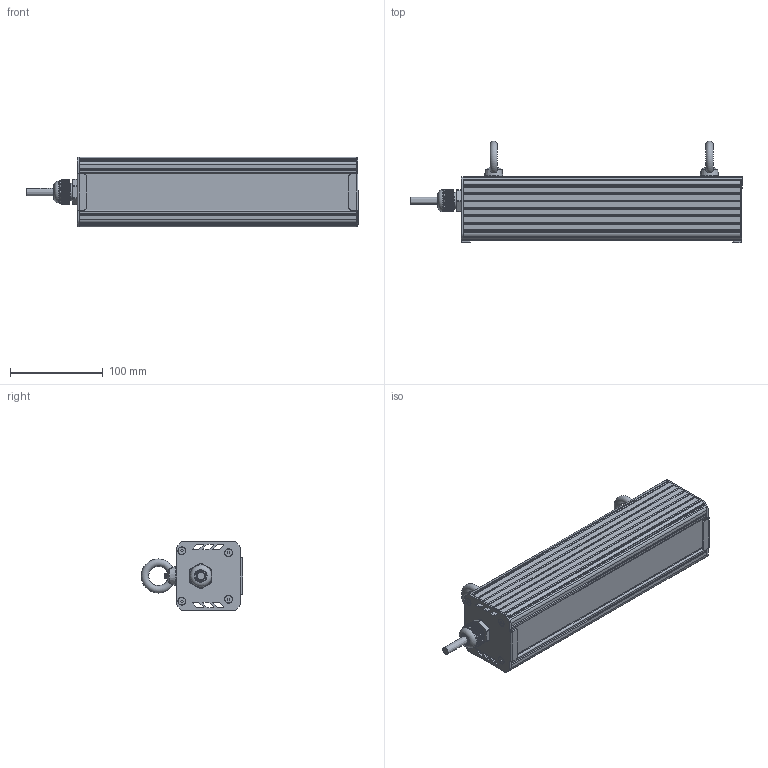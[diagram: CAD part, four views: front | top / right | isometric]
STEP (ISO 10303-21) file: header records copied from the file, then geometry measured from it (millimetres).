
FILE_DESCRIPTION(('STEP AP203'), '1');
FILE_NAME('001.0065.02.100 ÃÑÏ Ôàâîðèò-10', '2023-06-30T07:57:04', ('Ëóêîíèí Å Ï'), ('ÎÊÁ Ñâîé Ñòèëü'), 'C3D Converter', 'C3D Toolkit', '');
FILE_SCHEMA(('CONFIG_CONTROL_DESIGN'));
Length unit declared in the file: millimetre
Products named in the file (24): 001.0065.02.100 СБ; 001.0065.02.000
Assembly tree (55 placements, depth 4):
  001.0065.02.100 СБ
    (unnamed)
      (unnamed)
      (unnamed)
      (unnamed)
      (unnamed)  x4
      (unnamed)  x4
      (unnamed)
      (unnamed)
      (unnamed)
      (unnamed)
        (unnamed)
      (unnamed)
        (unnamed)  x4
        (unnamed)
        (unnamed)
        (unnamed)
        (unnamed)
        (unnamed)
        (unnamed)  x12
        (unnamed)  x12
    001.0065.02.000  x2
      (unnamed)
      (unnamed)
Bounding box: 357 x 109.18 x 75.05 mm (x, y, z)
Volume: 414681.3 mm3; surface area: 379408.1 mm2
Topology: 53 solids, 53 shells, 1520 faces, 4359 edges, 2959 vertices
Faces by surface type: plane 893, cylinder 501, cone 100, torus 13, bspline 9, sphere 4
Full cylindrical faces by diameter (mm): 1 x4, 1.522 x4, 3.2 x4, 3.5 x4, 4 x8, 6 x2, 8 x8, 12 x1, 12.5 x1, 16 x1, 18.5 x3, 20 x1, 23.5 x1
Entity records: 79624 total; most frequent: CARTESIAN_POINT 35876, ORIENTED_EDGE 7492, DIRECTION 6630, EDGE_CURVE 3746, VERTEX_POINT 2574, AXIS2_PLACEMENT_3D 2243, LINE 2144, VECTOR 2144
